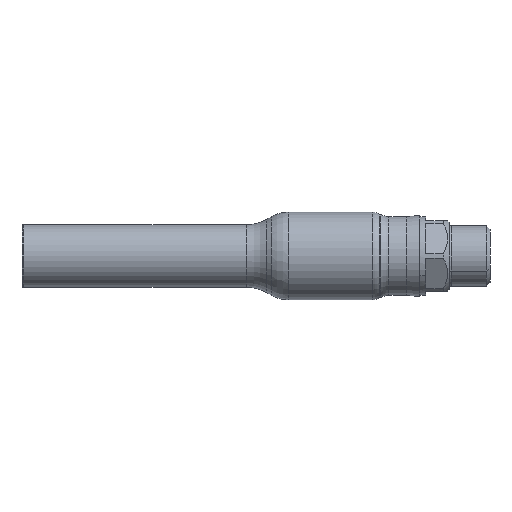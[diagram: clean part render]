
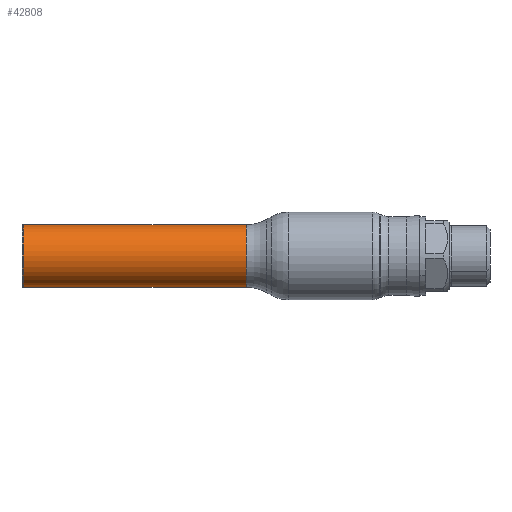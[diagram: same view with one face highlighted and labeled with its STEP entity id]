
A CAD part, front view. The second image highlights one B-rep face of the part: STEP entity #42808.
In plain terms, the highlighted cylindrical face has radius 10.65 mm (diameter 21.3 mm), a partial arc.
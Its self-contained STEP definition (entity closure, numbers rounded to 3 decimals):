
#414 = CYLINDRICAL_SURFACE ( 'NONE', #16426, 10.65 ) ;
#1644 = LINE ( 'NONE', #10587, #8647 ) ;
#2105 = ORIENTED_EDGE ( 'NONE', *, *, #40126, .F. ) ;
#3260 = CARTESIAN_POINT ( 'NONE',  ( -105., 0., 10.65 ) ) ;
#4217 = AXIS2_PLACEMENT_3D ( 'NONE', #19410, #28875, #37824 ) ;
#4249 = ORIENTED_EDGE ( 'NONE', *, *, #50187, .F. ) ;
#8647 = VECTOR ( 'NONE', #9766, 1000. ) ;
#9766 = DIRECTION ( 'NONE',  ( -1., 0., 0. ) ) ;
#10587 = CARTESIAN_POINT ( 'NONE',  ( -62.69, 0., 10.65 ) ) ;
#12868 = LINE ( 'NONE', #41748, #19784 ) ;
#13441 = DIRECTION ( 'NONE',  ( 0., 0., 1. ) ) ;
#14004 = CIRCLE ( 'NONE', #29645, 10.65 ) ;
#14792 = CARTESIAN_POINT ( 'NONE',  ( -105., 0., -10.65 ) ) ;
#16426 = AXIS2_PLACEMENT_3D ( 'NONE', #25995, #34438, #13441 ) ;
#16766 = EDGE_CURVE ( 'NONE', #52088, #17439, #1644, .T. ) ;
#17260 = VERTEX_POINT ( 'NONE', #14792 ) ;
#17439 = VERTEX_POINT ( 'NONE', #3260 ) ;
#18059 = FACE_OUTER_BOUND ( 'NONE', #49418, .T. ) ;
#18159 = EDGE_CURVE ( 'NONE', #41398, #52088, #14004, .T. ) ;
#19410 = CARTESIAN_POINT ( 'NONE',  ( -105., 0., 0. ) ) ;
#19784 = VECTOR ( 'NONE', #49576, 1000. ) ;
#25995 = CARTESIAN_POINT ( 'NONE',  ( -62.69, 0., 0. ) ) ;
#27715 = CIRCLE ( 'NONE', #4217, 10.65 ) ;
#28875 = DIRECTION ( 'NONE',  ( -1., 0., 0. ) ) ;
#29645 = AXIS2_PLACEMENT_3D ( 'NONE', #47380, #35209, #47662 ) ;
#29810 = ORIENTED_EDGE ( 'NONE', *, *, #16766, .T. ) ;
#34438 = DIRECTION ( 'NONE',  ( -1., 0., 0. ) ) ;
#35209 = DIRECTION ( 'NONE',  ( -1., 0., 0. ) ) ;
#37824 = DIRECTION ( 'NONE',  ( 0., 0., 1. ) ) ;
#40126 = EDGE_CURVE ( 'NONE', #41398, #17260, #12868, .T. ) ;
#41398 = VERTEX_POINT ( 'NONE', #53095 ) ;
#41748 = CARTESIAN_POINT ( 'NONE',  ( -62.69, 0., -10.65 ) ) ;
#42808 = ADVANCED_FACE ( 'NONE', ( #18059 ), #414, .T. ) ;
#46523 = ORIENTED_EDGE ( 'NONE', *, *, #18159, .T. ) ;
#46873 = CARTESIAN_POINT ( 'NONE',  ( -28.786, 0., 10.65 ) ) ;
#47380 = CARTESIAN_POINT ( 'NONE',  ( -28.786, 0., 0. ) ) ;
#47662 = DIRECTION ( 'NONE',  ( 0., 0., 1. ) ) ;
#49418 = EDGE_LOOP ( 'NONE', ( #2105, #46523, #29810, #4249 ) ) ;
#49576 = DIRECTION ( 'NONE',  ( -1., 0., 0. ) ) ;
#50187 = EDGE_CURVE ( 'NONE', #17260, #17439, #27715, .T. ) ;
#52088 = VERTEX_POINT ( 'NONE', #46873 ) ;
#53095 = CARTESIAN_POINT ( 'NONE',  ( -28.786, 0., -10.65 ) ) ;
